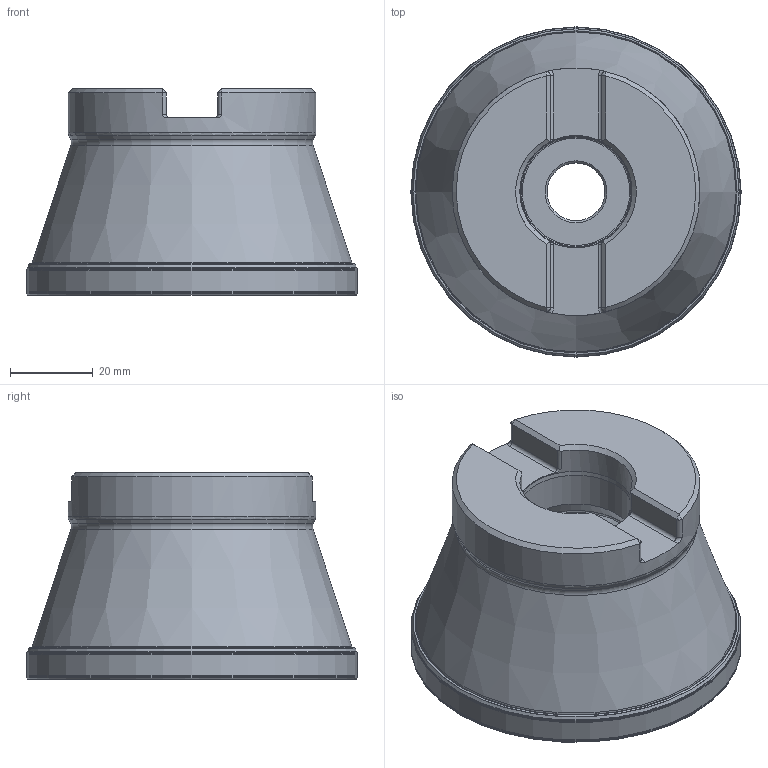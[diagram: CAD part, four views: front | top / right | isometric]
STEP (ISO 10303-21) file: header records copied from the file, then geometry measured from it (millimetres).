
FILE_DESCRIPTION(/* description */ (''),/* implementation_level */ '2;1');
FILE_NAME(/* name */ '80A10R_S90TN10_C_115010205ndi000_00_SIM.stp',/* time_stamp */ '2020-02-28T12:15:51+01:00',/* author */ (''),/* organization */ (''),/* preprocessor_version */ 'ST-DEVELOPER v16.7',/* originating_system */ 'SIEMENS PLM Software NX 12.0',/* authorisation */ '');
FILE_SCHEMA (('AUTOMOTIVE_DESIGN { 1 0 10303 214 3 1 1 1 }'));
Length unit declared in the file: millimetre
Products named in the file (1): lf193BA05D64d9nb
Bounding box: 79.95 x 79.95 x 50 mm (x, y, z)
Volume: 143577.2 mm3; surface area: 27541.4 mm2
Topology: 2 solids, 2 shells, 114 faces, 262 edges, 146 vertices
Faces by surface type: revolution 39, cylinder 24, cone 20, torus 17, plane 14
Full cylindrical faces by diameter (mm): 14 x1, 27.006 x1, 27.2 x1, 38.1 x1, 60 x1, 77.6 x1
Entity records: 3238 total; most frequent: CARTESIAN_POINT 956, DIRECTION 457, ORIENTED_EDGE 370, AXIS2_PLACEMENT_3D 189, EDGE_CURVE 185, EDGE_LOOP 182, VERTEX_POINT 139, FACE_BOUND 136
